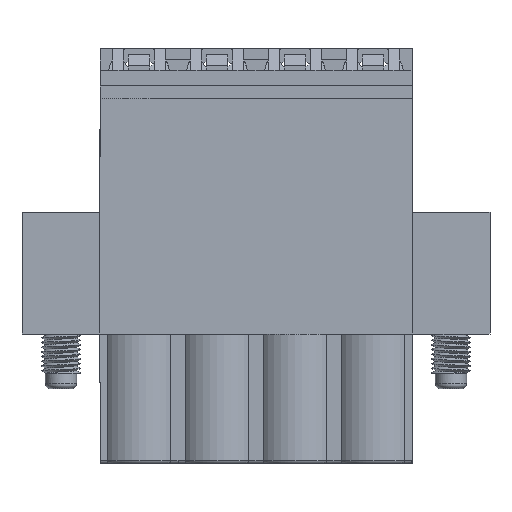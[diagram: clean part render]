
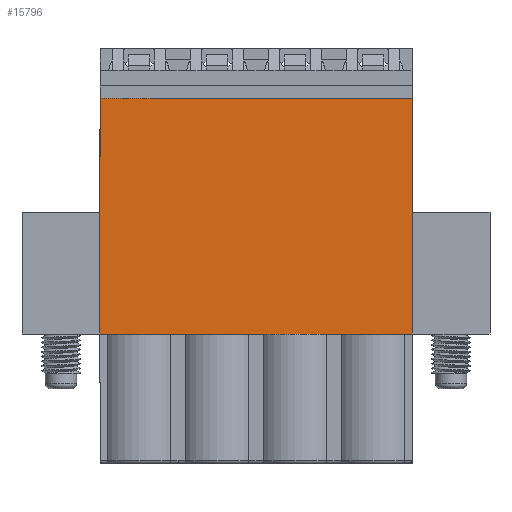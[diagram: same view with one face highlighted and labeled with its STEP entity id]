
A CAD part, front view. The second image highlights one B-rep face of the part: STEP entity #15796.
In plain terms, the highlighted planar face has unit normal (0, -1, 0).
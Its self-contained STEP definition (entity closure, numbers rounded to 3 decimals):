
#3584 = VECTOR ( 'NONE', #11651, 1000. ) ;
#4371 = VERTEX_POINT ( 'NONE', #32449 ) ;
#7461 = EDGE_LOOP ( 'NONE', ( #18013, #35166, #20017, #9360 ) ) ;
#8770 = CARTESIAN_POINT ( 'NONE',  ( 20., 1.1, 23.4 ) ) ;
#9021 = CARTESIAN_POINT ( 'NONE',  ( 20., 1.1, 8.3 ) ) ;
#9169 = VERTEX_POINT ( 'NONE', #16202 ) ;
#9360 = ORIENTED_EDGE ( 'NONE', *, *, #36554, .F. ) ;
#11126 = VECTOR ( 'NONE', #34994, 1000. ) ;
#11163 = EDGE_CURVE ( 'NONE', #17643, #25140, #29582, .T. ) ;
#11651 = DIRECTION ( 'NONE',  ( -1., 0., 0. ) ) ;
#12801 = LINE ( 'NONE', #8770, #29336 ) ;
#13695 = DIRECTION ( 'NONE',  ( 0., -1., 0. ) ) ;
#15147 = EDGE_CURVE ( 'NONE', #17643, #4371, #29141, .T. ) ;
#15796 = ADVANCED_FACE ( 'NONE', ( #18175 ), #20887, .T. ) ;
#16202 = CARTESIAN_POINT ( 'NONE',  ( 0., 1.1, 23.4 ) ) ;
#17643 = VERTEX_POINT ( 'NONE', #9021 ) ;
#18013 = ORIENTED_EDGE ( 'NONE', *, *, #15147, .F. ) ;
#18088 = CARTESIAN_POINT ( 'NONE',  ( 20., 1.1, 23.4 ) ) ;
#18175 = FACE_OUTER_BOUND ( 'NONE', #7461, .T. ) ;
#18565 = DIRECTION ( 'NONE',  ( 0., 0., 1. ) ) ;
#18589 = CARTESIAN_POINT ( 'NONE',  ( 20., 1.1, 8.3 ) ) ;
#20017 = ORIENTED_EDGE ( 'NONE', *, *, #36221, .T. ) ;
#20647 = CARTESIAN_POINT ( 'NONE',  ( 20., 1.1, 23.4 ) ) ;
#20887 = PLANE ( 'NONE',  #40128 ) ;
#25140 = VERTEX_POINT ( 'NONE', #47023 ) ;
#29141 = LINE ( 'NONE', #18589, #3584 ) ;
#29336 = VECTOR ( 'NONE', #42023, 1000. ) ;
#29582 = LINE ( 'NONE', #18088, #30664 ) ;
#30664 = VECTOR ( 'NONE', #18565, 1000. ) ;
#32449 = CARTESIAN_POINT ( 'NONE',  ( 0., 1.1, 8.3 ) ) ;
#32799 = DIRECTION ( 'NONE',  ( 0., 0., -1. ) ) ;
#34994 = DIRECTION ( 'NONE',  ( 0., 0., 1. ) ) ;
#35166 = ORIENTED_EDGE ( 'NONE', *, *, #11163, .T. ) ;
#36221 = EDGE_CURVE ( 'NONE', #25140, #9169, #12801, .T. ) ;
#36554 = EDGE_CURVE ( 'NONE', #4371, #9169, #46256, .T. ) ;
#40128 = AXIS2_PLACEMENT_3D ( 'NONE', #20647, #13695, #32799 ) ;
#42023 = DIRECTION ( 'NONE',  ( -1., 0., 0. ) ) ;
#46029 = CARTESIAN_POINT ( 'NONE',  ( 0., 1.1, 23.4 ) ) ;
#46256 = LINE ( 'NONE', #46029, #11126 ) ;
#47023 = CARTESIAN_POINT ( 'NONE',  ( 20., 1.1, 23.4 ) ) ;
